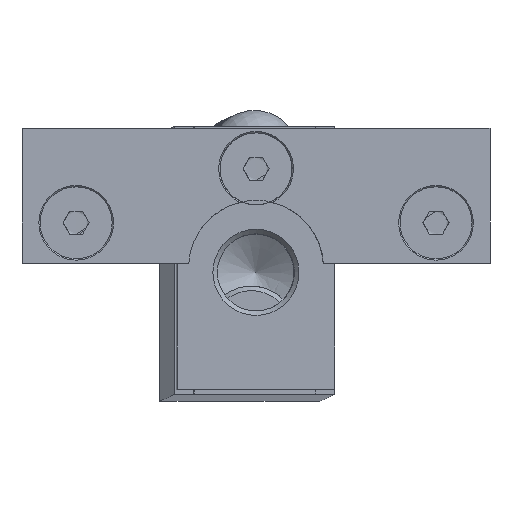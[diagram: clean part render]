
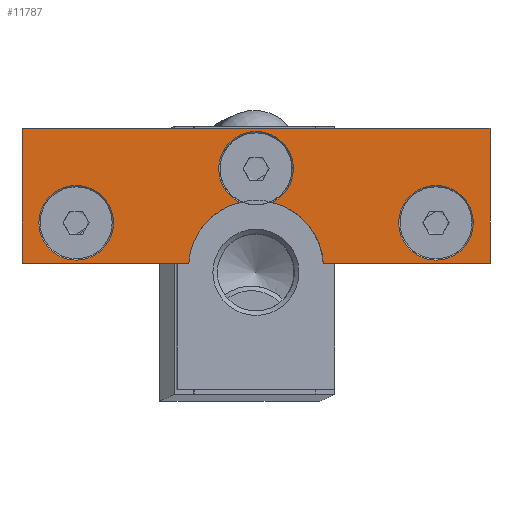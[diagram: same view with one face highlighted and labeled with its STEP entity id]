
A CAD part, top view. The second image highlights one B-rep face of the part: STEP entity #11787.
In plain terms, the highlighted planar face has unit normal (0.004, 0, 1).
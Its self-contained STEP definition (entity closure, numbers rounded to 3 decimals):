
#365=FACE_BOUND('',#2870,.T.);
#366=FACE_BOUND('',#2871,.T.);
#596=PLANE('',#13003);
#951=LINE('',#20277,#1451);
#952=LINE('',#20279,#1452);
#953=LINE('',#20281,#1453);
#954=LINE('',#20283,#1454);
#955=LINE('',#20284,#1455);
#1451=VECTOR('',#15677,10.);
#1452=VECTOR('',#15678,10.);
#1453=VECTOR('',#15679,10.);
#1454=VECTOR('',#15680,10.);
#1455=VECTOR('',#15681,10.);
#2242=FACE_OUTER_BOUND('',#2869,.T.);
#2869=EDGE_LOOP('',(#8881,#8882,#8883,#8884,#8885,#8886,#8887,#8888));
#2870=EDGE_LOOP('',(#8889));
#2871=EDGE_LOOP('',(#8890));
#3794=CIRCLE('',#12970,7.5);
#3796=CIRCLE('',#12972,7.5);
#3810=CIRCLE('',#13002,4.15);
#3811=CIRCLE('',#13004,4.15);
#3812=CIRCLE('',#13005,4.15);
#4941=VERTEX_POINT('',#20142);
#4942=VERTEX_POINT('',#20147);
#4945=VERTEX_POINT('',#20153);
#4946=VERTEX_POINT('',#20155);
#4982=VERTEX_POINT('',#20271);
#4983=VERTEX_POINT('',#20276);
#4984=VERTEX_POINT('',#20278);
#4985=VERTEX_POINT('',#20280);
#4986=VERTEX_POINT('',#20282);
#4987=VERTEX_POINT('',#20285);
#6422=EDGE_CURVE('',#4942,#4941,#3794,.T.);
#6426=EDGE_CURVE('',#4946,#4945,#3796,.T.);
#6473=EDGE_CURVE('',#4982,#4982,#3810,.T.);
#6475=EDGE_CURVE('',#4946,#4941,#3811,.T.);
#6476=EDGE_CURVE('',#4945,#4983,#951,.T.);
#6477=EDGE_CURVE('',#4983,#4984,#952,.T.);
#6478=EDGE_CURVE('',#4984,#4985,#953,.T.);
#6479=EDGE_CURVE('',#4985,#4986,#954,.T.);
#6480=EDGE_CURVE('',#4986,#4942,#955,.T.);
#6481=EDGE_CURVE('',#4987,#4987,#3812,.T.);
#8881=ORIENTED_EDGE('',*,*,#6475,.F.);
#8882=ORIENTED_EDGE('',*,*,#6426,.T.);
#8883=ORIENTED_EDGE('',*,*,#6476,.T.);
#8884=ORIENTED_EDGE('',*,*,#6477,.T.);
#8885=ORIENTED_EDGE('',*,*,#6478,.T.);
#8886=ORIENTED_EDGE('',*,*,#6479,.T.);
#8887=ORIENTED_EDGE('',*,*,#6480,.T.);
#8888=ORIENTED_EDGE('',*,*,#6422,.T.);
#8889=ORIENTED_EDGE('',*,*,#6481,.F.);
#8890=ORIENTED_EDGE('',*,*,#6473,.F.);
#11787=ADVANCED_FACE('',(#2242,#365,#366),#596,.T.);
#12970=AXIS2_PLACEMENT_3D('',#20148,#15579,#15580);
#12972=AXIS2_PLACEMENT_3D('',#20156,#15585,#15586);
#13002=AXIS2_PLACEMENT_3D('',#20272,#15670,#15671);
#13003=AXIS2_PLACEMENT_3D('',#20274,#15673,#15674);
#13004=AXIS2_PLACEMENT_3D('',#20275,#15675,#15676);
#13005=AXIS2_PLACEMENT_3D('',#20286,#15682,#15683);
#15579=DIRECTION('center_axis',(-0.004,0.,
-1.));
#15580=DIRECTION('ref_axis',(0.998,0.067,-0.004));
#15585=DIRECTION('center_axis',(-0.004,0.,
-1.));
#15586=DIRECTION('ref_axis',(0.998,0.067,-0.004));
#15670=DIRECTION('center_axis',(0.004,0.,
1.));
#15671=DIRECTION('ref_axis',(-1.,0.,0.004));
#15673=DIRECTION('center_axis',(0.004,0.,
1.));
#15674=DIRECTION('ref_axis',(1.,0.,-0.004));
#15675=DIRECTION('center_axis',(0.004,0.,
1.));
#15676=DIRECTION('ref_axis',(-1.,0.,0.004));
#15677=DIRECTION('',(1.,0.,-0.004));
#15678=DIRECTION('',(0.,1.,0.));
#15679=DIRECTION('',(-1.,0.,0.004));
#15680=DIRECTION('',(0.,-1.,0.));
#15681=DIRECTION('',(1.,0.,-0.004));
#15682=DIRECTION('center_axis',(0.004,0.,
1.));
#15683=DIRECTION('ref_axis',(-1.,0.,0.004));
#20142=CARTESIAN_POINT('',(-26.961,14.87,155.577));
#20147=CARTESIAN_POINT('',(-32.617,8.096,155.599));
#20148=CARTESIAN_POINT('Origin',(-25.134,7.596,155.57));
#20153=CARTESIAN_POINT('',(-17.651,8.096,155.542));
#20155=CARTESIAN_POINT('',(-23.307,14.87,155.563));
#20156=CARTESIAN_POINT('Origin',(-25.134,7.596,155.57));
#20271=CARTESIAN_POINT('',(-0.984,12.596,155.479));
#20272=CARTESIAN_POINT('Origin',(-5.134,12.596,155.495));
#20274=CARTESIAN_POINT('Origin',(-25.134,16.045,155.57));
#20275=CARTESIAN_POINT('Origin',(-25.134,18.596,155.57));
#20276=CARTESIAN_POINT('',(0.866,8.096,155.472));
#20277=CARTESIAN_POINT('',(0.866,8.096,155.472));
#20278=CARTESIAN_POINT('',(0.866,23.096,155.472));
#20279=CARTESIAN_POINT('',(0.866,23.096,155.472));
#20280=CARTESIAN_POINT('',(-51.134,23.096,155.669));
#20281=CARTESIAN_POINT('',(-51.134,23.096,155.669));
#20282=CARTESIAN_POINT('',(-51.134,8.096,155.669));
#20283=CARTESIAN_POINT('',(-51.134,8.096,155.669));
#20284=CARTESIAN_POINT('',(-32.617,8.096,155.599));
#20285=CARTESIAN_POINT('',(-40.984,12.596,155.63));
#20286=CARTESIAN_POINT('Origin',(-45.134,12.596,155.646));
